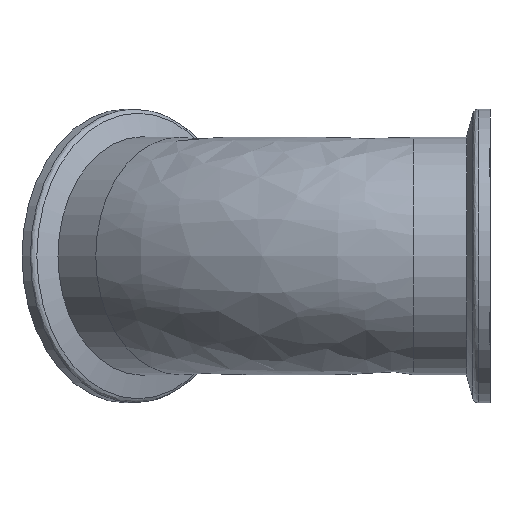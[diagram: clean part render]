
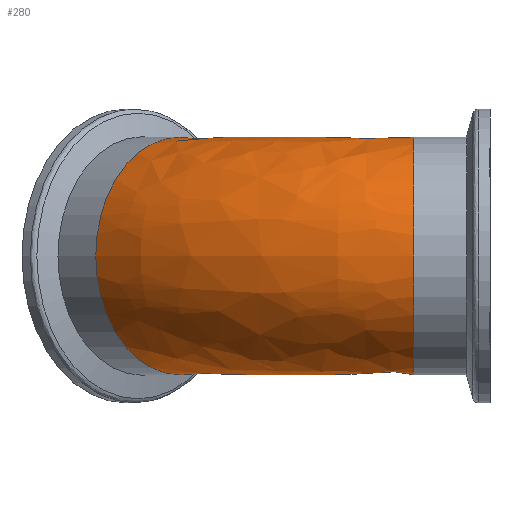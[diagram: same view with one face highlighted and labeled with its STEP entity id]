
A CAD part, left-side view. The second image highlights one B-rep face of the part: STEP entity #280.
In plain terms, the highlighted free-form (B-spline) face has degree [3, 3] with [7, 4] control points.
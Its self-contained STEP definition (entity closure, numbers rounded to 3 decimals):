
#53 = AXIS2_PLACEMENT_3D ( 'NONE', #1005, #1308, #402 ) ;
#72 = CARTESIAN_POINT ( 'NONE',  ( -13.585, 43.563, -44.5 ) ) ;
#74 = CARTESIAN_POINT ( 'NONE',  ( -13.585, 43.563, 44.5 ) ) ;
#76 = CARTESIAN_POINT ( 'NONE',  ( -22.25, 0., 44.5 ) ) ;
#85 = CARTESIAN_POINT ( 'NONE',  ( 26.338, 20.553, 0. ) ) ;
#97 = EDGE_LOOP ( 'NONE', ( #892 ) ) ;
#99 = DIRECTION ( 'NONE',  ( -0.707, -0.707, 0. ) ) ;
#169 = CARTESIAN_POINT ( 'NONE',  ( 2.426, 59.574, -44.5 ) ) ;
#189 = CARTESIAN_POINT ( 'NONE',  ( -22.25, 22.643, 0. ) ) ;
#217 = EDGE_CURVE ( 'NONE', #414, #414, #704, .T. ) ;
#280 = ADVANCED_FACE ( 'NONE', ( #1058, #801 ), #943, .T. ) ;
#285 = CARTESIAN_POINT ( 'NONE',  ( 2.426, 59.574, 0. ) ) ;
#290 = CARTESIAN_POINT ( 'NONE',  ( -13.585, 43.563, 0. ) ) ;
#298 = CARTESIAN_POINT ( 'NONE',  ( 22.25, 10.683, -44.5 ) ) ;
#302 = ORIENTED_EDGE ( 'NONE', *, *, #217, .T. ) ;
#392 = CARTESIAN_POINT ( 'NONE',  ( -22.25, 0., 0. ) ) ;
#394 = CARTESIAN_POINT ( 'NONE',  ( 22.25, 10.683, 0. ) ) ;
#401 = CIRCLE ( 'NONE', #1135, 22.25 ) ;
#402 = DIRECTION ( 'NONE',  ( -1., 0., 0. ) ) ;
#414 = VERTEX_POINT ( 'NONE', #564 ) ;
#448 = CARTESIAN_POINT ( 'NONE',  ( 18.159, 43.841, 0. ) ) ;
#494 = EDGE_CURVE ( 'NONE', #1213, #1213, #401, .T. ) ;
#500 = CARTESIAN_POINT ( 'NONE',  ( -22.25, 22.643, -44.5 ) ) ;
#504 = CARTESIAN_POINT ( 'NONE',  ( -22.25, 22.643, 0. ) ) ;
#509 = CARTESIAN_POINT ( 'NONE',  ( 22.25, 0., 44.5 ) ) ;
#564 = CARTESIAN_POINT ( 'NONE',  ( -22.25, 0., 0. ) ) ;
#603 = CARTESIAN_POINT ( 'NONE',  ( -22.25, 22.643, 44.5 ) ) ;
#605 = CARTESIAN_POINT ( 'NONE',  ( 22.25, 0., -44.5 ) ) ;
#609 = CARTESIAN_POINT ( 'NONE',  ( 26.338, 20.553, 44.5 ) ) ;
#701 = CARTESIAN_POINT ( 'NONE',  ( 33.893, 28.107, -44.5 ) ) ;
#704 = CIRCLE ( 'NONE', #53, 22.25 ) ;
#707 = CARTESIAN_POINT ( 'NONE',  ( 33.893, 28.107, 44.5 ) ) ;
#713 = CARTESIAN_POINT ( 'NONE',  ( 2.426, 59.574, 0. ) ) ;
#801 = FACE_OUTER_BOUND ( 'NONE', #97, .T. ) ;
#809 = CARTESIAN_POINT ( 'NONE',  ( 26.338, 20.553, -44.5 ) ) ;
#813 = CARTESIAN_POINT ( 'NONE',  ( 33.893, 28.107, 0. ) ) ;
#892 = ORIENTED_EDGE ( 'NONE', *, *, #494, .T. ) ;
#905 = CARTESIAN_POINT ( 'NONE',  ( -13.585, 43.563, 0. ) ) ;
#906 = EDGE_LOOP ( 'NONE', ( #302 ) ) ;
#910 = CARTESIAN_POINT ( 'NONE',  ( -22.25, 0., 0. ) ) ;
#937 = DIRECTION ( 'NONE',  ( -0.707, 0.707, 0. ) ) ;
#943 =( BOUNDED_SURFACE ( )  B_SPLINE_SURFACE ( 3, 3, ( 
 ( #910, #189, #290, #1091 ),
 ( #76, #603, #74, #1318 ),
 ( #509, #1200, #609, #707 ),
 ( #1305, #394, #85, #813 ),
 ( #605, #298, #809, #701 ),
 ( #1301, #500, #72, #169 ),
 ( #392, #504, #905, #285 ) ),
 .UNSPECIFIED., .T., .F., .F. ) 
 B_SPLINE_SURFACE_WITH_KNOTS ( ( 4, 3, 4 ),
 ( 4, 4 ),
 ( 0., 0.5, 1. ),
 ( 0., 1. ),
 .UNSPECIFIED. ) 
 GEOMETRIC_REPRESENTATION_ITEM ( )  RATIONAL_B_SPLINE_SURFACE ( (
 ( 1., 0.949, 0.949, 1.),
 ( 0.333, 0.316, 0.316, 0.333),
 ( 0.333, 0.316, 0.316, 0.333),
 ( 1., 0.949, 0.949, 1.),
 ( 0.333, 0.316, 0.316, 0.333),
 ( 0.333, 0.316, 0.316, 0.333),
 ( 1., 0.949, 0.949, 1.) ) ) 
 REPRESENTATION_ITEM ( '' )  SURFACE ( )  );
#1005 = CARTESIAN_POINT ( 'NONE',  ( 0., 0., 0. ) ) ;
#1058 = FACE_OUTER_BOUND ( 'NONE', #906, .T. ) ;
#1091 = CARTESIAN_POINT ( 'NONE',  ( 2.426, 59.574, 0. ) ) ;
#1135 = AXIS2_PLACEMENT_3D ( 'NONE', #448, #99, #937 ) ;
#1200 = CARTESIAN_POINT ( 'NONE',  ( 22.25, 10.683, 44.5 ) ) ;
#1213 = VERTEX_POINT ( 'NONE', #713 ) ;
#1301 = CARTESIAN_POINT ( 'NONE',  ( -22.25, 0., -44.5 ) ) ;
#1305 = CARTESIAN_POINT ( 'NONE',  ( 22.25, 0., 0. ) ) ;
#1308 = DIRECTION ( 'NONE',  ( 0., 1., 0. ) ) ;
#1318 = CARTESIAN_POINT ( 'NONE',  ( 2.426, 59.574, 44.5 ) ) ;
